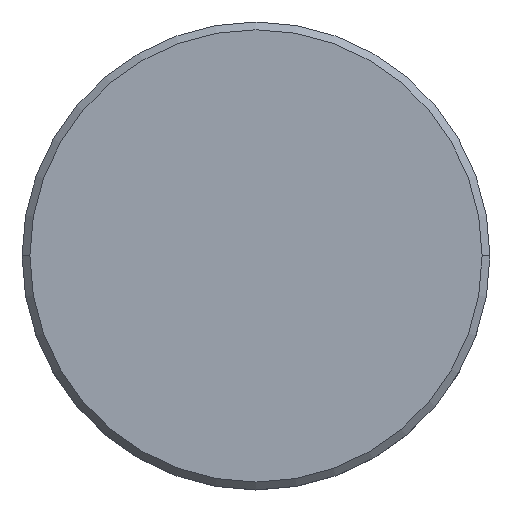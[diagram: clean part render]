
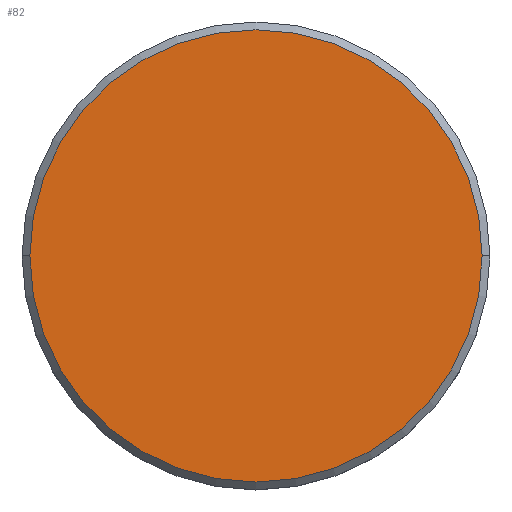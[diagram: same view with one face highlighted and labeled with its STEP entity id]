
A CAD part, top view. The second image highlights one B-rep face of the part: STEP entity #82.
In plain terms, the highlighted planar face has unit normal (0, 0, 1).
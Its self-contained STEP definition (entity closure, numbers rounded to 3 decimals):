
#82 = ADVANCED_FACE ( 'NONE', ( #84 ), #814, .T. ) ;
#84 = FACE_OUTER_BOUND ( 'NONE', #397, .T. ) ;
#238 = CARTESIAN_POINT ( 'NONE',  ( 0., 0., 0. ) ) ;
#285 = VERTEX_POINT ( 'NONE', #515 ) ;
#306 = DIRECTION ( 'NONE',  ( 1., 0., 0. ) ) ;
#356 = CIRCLE ( 'NONE', #1097, 14.5 ) ;
#385 = DIRECTION ( 'NONE',  ( 0., 0., 1. ) ) ;
#397 = EDGE_LOOP ( 'NONE', ( #544, #1035 ) ) ;
#402 = VERTEX_POINT ( 'NONE', #983 ) ;
#497 = EDGE_CURVE ( 'NONE', #402, #285, #356, .T. ) ;
#515 = CARTESIAN_POINT ( 'NONE',  ( -14.5, 0., 0. ) ) ;
#543 = CARTESIAN_POINT ( 'NONE',  ( 0., 0., 0. ) ) ;
#544 = ORIENTED_EDGE ( 'NONE', *, *, #678, .T. ) ;
#586 = AXIS2_PLACEMENT_3D ( 'NONE', #238, #1147, #789 ) ;
#678 = EDGE_CURVE ( 'NONE', #285, #402, #1026, .T. ) ;
#789 = DIRECTION ( 'NONE',  ( 1., 0., 0. ) ) ;
#814 = PLANE ( 'NONE',  #1061 ) ;
#827 = DIRECTION ( 'NONE',  ( 1., 0., 0. ) ) ;
#911 = DIRECTION ( 'NONE',  ( 0., 0., 1. ) ) ;
#941 = CARTESIAN_POINT ( 'NONE',  ( 0., 0., 0. ) ) ;
#983 = CARTESIAN_POINT ( 'NONE',  ( 14.5, 0., 0. ) ) ;
#1026 = CIRCLE ( 'NONE', #586, 14.5 ) ;
#1035 = ORIENTED_EDGE ( 'NONE', *, *, #497, .T. ) ;
#1061 = AXIS2_PLACEMENT_3D ( 'NONE', #543, #911, #827 ) ;
#1097 = AXIS2_PLACEMENT_3D ( 'NONE', #941, #385, #306 ) ;
#1147 = DIRECTION ( 'NONE',  ( 0., 0., 1. ) ) ;
